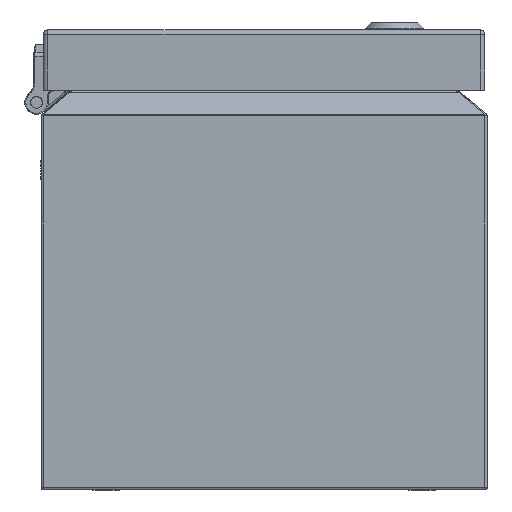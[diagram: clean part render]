
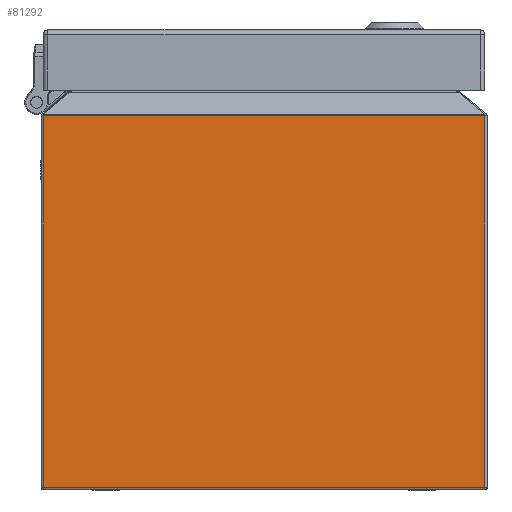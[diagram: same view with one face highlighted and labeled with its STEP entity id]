
A CAD part, front view. The second image highlights one B-rep face of the part: STEP entity #81292.
In plain terms, the highlighted planar face has unit normal (0, -1, 0).
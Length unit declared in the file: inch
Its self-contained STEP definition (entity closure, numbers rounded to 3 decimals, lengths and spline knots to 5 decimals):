
#1734 = EDGE_CURVE ( 'NONE', #41895, #69426, #40985, .T. ) ;
#3360 = CARTESIAN_POINT ( 'NONE',  ( -3., -4., 0.03 ) ) ;
#5034 = DIRECTION ( 'NONE',  ( 1., 0., 0. ) ) ;
#9337 = EDGE_CURVE ( 'NONE', #25493, #41895, #48423, .T. ) ;
#12423 = VECTOR ( 'NONE', #55443, 39.37008 ) ;
#15672 = ORIENTED_EDGE ( 'NONE', *, *, #9337, .T. ) ;
#16009 = DIRECTION ( 'NONE',  ( 0., 0., 1. ) ) ;
#20425 = AXIS2_PLACEMENT_3D ( 'NONE', #56295, #82871, #30631 ) ;
#23790 = ORIENTED_EDGE ( 'NONE', *, *, #45265, .T. ) ;
#23840 = FACE_OUTER_BOUND ( 'NONE', #74956, .T. ) ;
#25493 = VERTEX_POINT ( 'NONE', #46759 ) ;
#30631 = DIRECTION ( 'NONE',  ( 0., 0., 1. ) ) ;
#35276 = CARTESIAN_POINT ( 'NONE',  ( -2.97, -4., 0.03 ) ) ;
#36290 = VECTOR ( 'NONE', #72687, 39.37008 ) ;
#40985 = LINE ( 'NONE', #60254, #36290 ) ;
#41895 = VERTEX_POINT ( 'NONE', #58622 ) ;
#43077 = PLANE ( 'NONE',  #20425 ) ;
#45265 = EDGE_CURVE ( 'NONE', #71939, #25493, #61471, .T. ) ;
#46759 = CARTESIAN_POINT ( 'NONE',  ( 2.97, -4., 0.03 ) ) ;
#47028 = VECTOR ( 'NONE', #16009, 39.37008 ) ;
#48350 = ORIENTED_EDGE ( 'NONE', *, *, #1734, .T. ) ;
#48423 = LINE ( 'NONE', #74595, #47028 ) ;
#50045 = EDGE_CURVE ( 'NONE', #69426, #71939, #69935, .T. ) ;
#55443 = DIRECTION ( 'NONE',  ( 0., 0., -1. ) ) ;
#56295 = CARTESIAN_POINT ( 'NONE',  ( -3., -4., 5.0438 ) ) ;
#57680 = ORIENTED_EDGE ( 'NONE', *, *, #50045, .T. ) ;
#58622 = CARTESIAN_POINT ( 'NONE',  ( 2.97, -4., 5.02965 ) ) ;
#60254 = CARTESIAN_POINT ( 'NONE',  ( -3., -4., 5.02965 ) ) ;
#61471 = LINE ( 'NONE', #3360, #75191 ) ;
#63574 = CARTESIAN_POINT ( 'NONE',  ( -2.97, -4., 5.0438 ) ) ;
#69426 = VERTEX_POINT ( 'NONE', #80656 ) ;
#69935 = LINE ( 'NONE', #63574, #12423 ) ;
#71939 = VERTEX_POINT ( 'NONE', #35276 ) ;
#72687 = DIRECTION ( 'NONE',  ( -1., 0., 0. ) ) ;
#74595 = CARTESIAN_POINT ( 'NONE',  ( 2.97, -4., 5.0438 ) ) ;
#74956 = EDGE_LOOP ( 'NONE', ( #15672, #48350, #57680, #23790 ) ) ;
#75191 = VECTOR ( 'NONE', #5034, 39.37008 ) ;
#80656 = CARTESIAN_POINT ( 'NONE',  ( -2.97, -4., 5.02965 ) ) ;
#81292 = ADVANCED_FACE ( 'NONE', ( #23840 ), #43077, .F. ) ;
#82871 = DIRECTION ( 'NONE',  ( 0., 1., 0. ) ) ;
